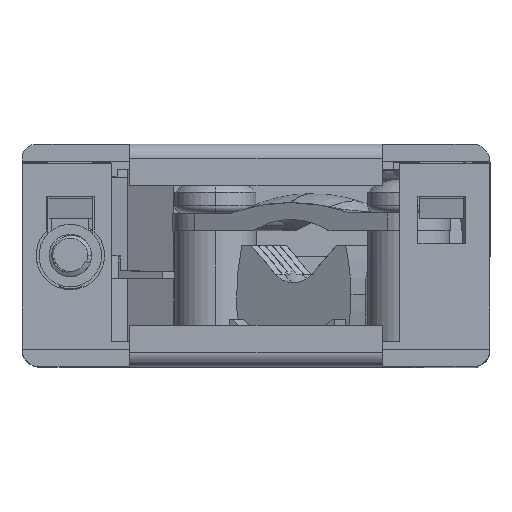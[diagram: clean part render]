
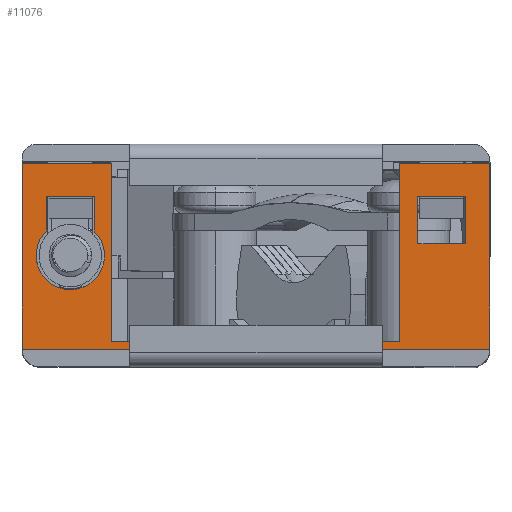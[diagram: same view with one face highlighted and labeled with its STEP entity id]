
A CAD part, top view. The second image highlights one B-rep face of the part: STEP entity #11076.
In plain terms, the highlighted planar face has unit normal (0, 0, 1).
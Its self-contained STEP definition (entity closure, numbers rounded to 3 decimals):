
#386 = FACE_OUTER_BOUND ( 'NONE', #12587, .T. ) ;
#397 = VERTEX_POINT ( 'NONE', #9754 ) ;
#602 = DIRECTION ( 'NONE',  ( 1., 0., 0. ) ) ;
#810 = AXIS2_PLACEMENT_3D ( 'NONE', #7943, #6127, #602 ) ;
#956 = ORIENTED_EDGE ( 'NONE', *, *, #3537, .F. ) ;
#1133 = EDGE_CURVE ( 'NONE', #21476, #6893, #13646, .T. ) ;
#1315 = ORIENTED_EDGE ( 'NONE', *, *, #20522, .F. ) ;
#1626 = VERTEX_POINT ( 'NONE', #15299 ) ;
#1686 = CARTESIAN_POINT ( 'NONE',  ( -12.5, 7.5, -3. ) ) ;
#1688 = VERTEX_POINT ( 'NONE', #15740 ) ;
#1707 = VECTOR ( 'NONE', #12342, 1000. ) ;
#1802 = AXIS2_PLACEMENT_3D ( 'NONE', #1686, #8597, #3911 ) ;
#1968 = CARTESIAN_POINT ( 'NONE',  ( 9.65, 13.7, -3. ) ) ;
#2000 = LINE ( 'NONE', #8914, #3819 ) ;
#2199 = LINE ( 'NONE', #16183, #5156 ) ;
#2518 = DIRECTION ( 'NONE',  ( 0., 1., 0. ) ) ;
#2608 = DIRECTION ( 'NONE',  ( 0., 1., 0. ) ) ;
#2625 = ORIENTED_EDGE ( 'NONE', *, *, #8628, .F. ) ;
#2756 = EDGE_CURVE ( 'NONE', #10060, #1688, #14288, .T. ) ;
#2940 = CARTESIAN_POINT ( 'NONE',  ( -9.75, 1.7, -3. ) ) ;
#2951 = CARTESIAN_POINT ( 'NONE',  ( -15.75, 1.2, -3. ) ) ;
#3234 = CARTESIAN_POINT ( 'NONE',  ( -14.8, 7.5, -3. ) ) ;
#3245 = VECTOR ( 'NONE', #6004, 1000. ) ;
#3315 = CARTESIAN_POINT ( 'NONE',  ( -15.75, 1.2, -3. ) ) ;
#3537 = EDGE_CURVE ( 'NONE', #14775, #3725, #7671, .T. ) ;
#3702 = VECTOR ( 'NONE', #16062, 1000. ) ;
#3725 = VERTEX_POINT ( 'NONE', #7970 ) ;
#3819 = VECTOR ( 'NONE', #5745, 1000. ) ;
#3911 = DIRECTION ( 'NONE',  ( 1., 0., 0. ) ) ;
#3952 = EDGE_CURVE ( 'NONE', #7518, #10060, #19902, .T. ) ;
#4241 = CARTESIAN_POINT ( 'NONE',  ( 10.9, 11.5, -3. ) ) ;
#4249 = CARTESIAN_POINT ( 'NONE',  ( -14.1, 11.5, -3. ) ) ;
#4282 = LINE ( 'NONE', #21220, #3245 ) ;
#4323 = ORIENTED_EDGE ( 'NONE', *, *, #7750, .T. ) ;
#4353 = LINE ( 'NONE', #4249, #9702 ) ;
#4409 = EDGE_CURVE ( 'NONE', #9227, #18467, #21012, .T. ) ;
#4517 = ORIENTED_EDGE ( 'NONE', *, *, #16319, .F. ) ;
#4597 = CARTESIAN_POINT ( 'NONE',  ( 14.1, 11.5, -3. ) ) ;
#4599 = EDGE_CURVE ( 'NONE', #6893, #19584, #11201, .T. ) ;
#5156 = VECTOR ( 'NONE', #7411, 1000. ) ;
#5281 = CARTESIAN_POINT ( 'NONE',  ( 14.1, 11.5, -3. ) ) ;
#5606 = DIRECTION ( 'NONE',  ( -1., 0., 0. ) ) ;
#5745 = DIRECTION ( 'NONE',  ( 0., 1., 0. ) ) ;
#5849 = CARTESIAN_POINT ( 'NONE',  ( 10.9, 11.5, -3. ) ) ;
#5854 = CARTESIAN_POINT ( 'NONE',  ( 15.75, 13.7, -3. ) ) ;
#6004 = DIRECTION ( 'NONE',  ( -1., 0., 0. ) ) ;
#6127 = DIRECTION ( 'NONE',  ( 0., 0., 1. ) ) ;
#6526 = DIRECTION ( 'NONE',  ( 0., 1., 0. ) ) ;
#6889 = VECTOR ( 'NONE', #15013, 1000. ) ;
#6893 = VERTEX_POINT ( 'NONE', #3315 ) ;
#7258 = ORIENTED_EDGE ( 'NONE', *, *, #15753, .F. ) ;
#7288 = PLANE ( 'NONE',  #14444 ) ;
#7355 = ORIENTED_EDGE ( 'NONE', *, *, #21094, .F. ) ;
#7411 = DIRECTION ( 'NONE',  ( 0., -1., 0. ) ) ;
#7506 = ORIENTED_EDGE ( 'NONE', *, *, #4409, .F. ) ;
#7518 = VERTEX_POINT ( 'NONE', #3234 ) ;
#7627 = CARTESIAN_POINT ( 'NONE',  ( -10.9, 11.5, -3. ) ) ;
#7671 = LINE ( 'NONE', #14533, #13926 ) ;
#7750 = EDGE_CURVE ( 'NONE', #21476, #14727, #2000, .T. ) ;
#7943 = CARTESIAN_POINT ( 'NONE',  ( -12.5, 7.5, -3. ) ) ;
#7970 = CARTESIAN_POINT ( 'NONE',  ( 9.65, 13.7, -3. ) ) ;
#8136 = VERTEX_POINT ( 'NONE', #2940 ) ;
#8597 = DIRECTION ( 'NONE',  ( 0., 0., 1. ) ) ;
#8628 = EDGE_CURVE ( 'NONE', #397, #8136, #2199, .T. ) ;
#8914 = CARTESIAN_POINT ( 'NONE',  ( 15.75, 1.2, -3. ) ) ;
#8992 = FACE_BOUND ( 'NONE', #16032, .T. ) ;
#9227 = VERTEX_POINT ( 'NONE', #17383 ) ;
#9702 = VECTOR ( 'NONE', #11032, 1000. ) ;
#9754 = CARTESIAN_POINT ( 'NONE',  ( -9.75, 13.7, -3. ) ) ;
#9832 = EDGE_LOOP ( 'NONE', ( #11580, #4517, #19564, #15312, #17605, #7258 ) ) ;
#10060 = VERTEX_POINT ( 'NONE', #12326 ) ;
#10198 = CARTESIAN_POINT ( 'NONE',  ( 9.65, 1.7, -3. ) ) ;
#11032 = DIRECTION ( 'NONE',  ( 0., -1., 0. ) ) ;
#11076 = ADVANCED_FACE ( 'NONE', ( #8992, #15850, #386 ), #7288, .F. ) ;
#11119 = LINE ( 'NONE', #17995, #15696 ) ;
#11201 = LINE ( 'NONE', #2951, #16328 ) ;
#11483 = ORIENTED_EDGE ( 'NONE', *, *, #4599, .F. ) ;
#11502 = EDGE_CURVE ( 'NONE', #8136, #14775, #16591, .T. ) ;
#11570 = ORIENTED_EDGE ( 'NONE', *, *, #17269, .F. ) ;
#11580 = ORIENTED_EDGE ( 'NONE', *, *, #19212, .F. ) ;
#11822 = EDGE_CURVE ( 'NONE', #18467, #13185, #15310, .T. ) ;
#11832 = CARTESIAN_POINT ( 'NONE',  ( -15.75, 1.2, -3. ) ) ;
#12326 = CARTESIAN_POINT ( 'NONE',  ( -10.2, 7.5, -3. ) ) ;
#12342 = DIRECTION ( 'NONE',  ( 1., 0., 0. ) ) ;
#12587 = EDGE_LOOP ( 'NONE', ( #15943, #2625, #7355, #11483, #17962, #4323, #11570, #956 ) ) ;
#13185 = VERTEX_POINT ( 'NONE', #5281 ) ;
#13197 = VECTOR ( 'NONE', #14417, 1000. ) ;
#13377 = CARTESIAN_POINT ( 'NONE',  ( 14.1, 8.3, -3. ) ) ;
#13646 = LINE ( 'NONE', #11832, #16027 ) ;
#13926 = VECTOR ( 'NONE', #14862, 1000. ) ;
#13945 = CARTESIAN_POINT ( 'NONE',  ( -9.75, 13.7, -3. ) ) ;
#14164 = CARTESIAN_POINT ( 'NONE',  ( -15.75, 1.2, -3. ) ) ;
#14288 = CIRCLE ( 'NONE', #15002, 2.3 ) ;
#14310 = LINE ( 'NONE', #5849, #19890 ) ;
#14417 = DIRECTION ( 'NONE',  ( -1., 0., 0. ) ) ;
#14444 = AXIS2_PLACEMENT_3D ( 'NONE', #14164, #21029, #5606 ) ;
#14533 = CARTESIAN_POINT ( 'NONE',  ( 9.65, 1.7, -3. ) ) ;
#14727 = VERTEX_POINT ( 'NONE', #5854 ) ;
#14775 = VERTEX_POINT ( 'NONE', #10198 ) ;
#14862 = DIRECTION ( 'NONE',  ( 0., 1., 0. ) ) ;
#15002 = AXIS2_PLACEMENT_3D ( 'NONE', #21367, #19687, #16403 ) ;
#15013 = DIRECTION ( 'NONE',  ( 1., 0., 0. ) ) ;
#15299 = CARTESIAN_POINT ( 'NONE',  ( -14.1, 9.152, -3. ) ) ;
#15310 = LINE ( 'NONE', #4597, #20531 ) ;
#15312 = ORIENTED_EDGE ( 'NONE', *, *, #3952, .F. ) ;
#15452 = CARTESIAN_POINT ( 'NONE',  ( -15.75, 13.7, -3. ) ) ;
#15575 = VERTEX_POINT ( 'NONE', #21181 ) ;
#15696 = VECTOR ( 'NONE', #2518, 1000. ) ;
#15740 = CARTESIAN_POINT ( 'NONE',  ( -10.9, 9.152, -3. ) ) ;
#15753 = EDGE_CURVE ( 'NONE', #19044, #1626, #4353, .T. ) ;
#15850 = FACE_BOUND ( 'NONE', #9832, .T. ) ;
#15943 = ORIENTED_EDGE ( 'NONE', *, *, #11502, .F. ) ;
#15983 = DIRECTION ( 'NONE',  ( 0., -1., 0. ) ) ;
#16027 = VECTOR ( 'NONE', #22314, 1000. ) ;
#16032 = EDGE_LOOP ( 'NONE', ( #7506, #1315, #19138, #19297 ) ) ;
#16062 = DIRECTION ( 'NONE',  ( 1., 0., 0. ) ) ;
#16183 = CARTESIAN_POINT ( 'NONE',  ( -9.75, 13.7, -3. ) ) ;
#16319 = EDGE_CURVE ( 'NONE', #1688, #21188, #11119, .T. ) ;
#16328 = VECTOR ( 'NONE', #2608, 1000. ) ;
#16403 = DIRECTION ( 'NONE',  ( 1., 0., 0. ) ) ;
#16591 = LINE ( 'NONE', #18712, #6889 ) ;
#16624 = CARTESIAN_POINT ( 'NONE',  ( -14.1, 11.5, -3. ) ) ;
#17269 = EDGE_CURVE ( 'NONE', #3725, #14727, #17887, .T. ) ;
#17383 = CARTESIAN_POINT ( 'NONE',  ( 10.9, 8.3, -3. ) ) ;
#17401 = CARTESIAN_POINT ( 'NONE',  ( 15.75, 1.2, -3. ) ) ;
#17434 = LINE ( 'NONE', #13945, #1707 ) ;
#17545 = CARTESIAN_POINT ( 'NONE',  ( 10.9, 8.3, -3. ) ) ;
#17605 = ORIENTED_EDGE ( 'NONE', *, *, #19528, .F. ) ;
#17887 = LINE ( 'NONE', #1968, #19938 ) ;
#17962 = ORIENTED_EDGE ( 'NONE', *, *, #1133, .F. ) ;
#17995 = CARTESIAN_POINT ( 'NONE',  ( -10.9, 11.5, -3. ) ) ;
#18467 = VERTEX_POINT ( 'NONE', #13377 ) ;
#18712 = CARTESIAN_POINT ( 'NONE',  ( 9.65, 1.7, -3. ) ) ;
#19044 = VERTEX_POINT ( 'NONE', #16624 ) ;
#19138 = ORIENTED_EDGE ( 'NONE', *, *, #20004, .F. ) ;
#19212 = EDGE_CURVE ( 'NONE', #21188, #19044, #4282, .T. ) ;
#19297 = ORIENTED_EDGE ( 'NONE', *, *, #11822, .F. ) ;
#19369 = LINE ( 'NONE', #4241, #13197 ) ;
#19455 = DIRECTION ( 'NONE',  ( 1., 0., 0. ) ) ;
#19528 = EDGE_CURVE ( 'NONE', #1626, #7518, #21259, .T. ) ;
#19564 = ORIENTED_EDGE ( 'NONE', *, *, #2756, .F. ) ;
#19584 = VERTEX_POINT ( 'NONE', #15452 ) ;
#19687 = DIRECTION ( 'NONE',  ( 0., 0., 1. ) ) ;
#19890 = VECTOR ( 'NONE', #15983, 1000. ) ;
#19902 = CIRCLE ( 'NONE', #810, 2.3 ) ;
#19938 = VECTOR ( 'NONE', #19455, 1000. ) ;
#20004 = EDGE_CURVE ( 'NONE', #13185, #15575, #19369, .T. ) ;
#20522 = EDGE_CURVE ( 'NONE', #15575, #9227, #14310, .T. ) ;
#20531 = VECTOR ( 'NONE', #6526, 1000. ) ;
#21012 = LINE ( 'NONE', #17545, #3702 ) ;
#21029 = DIRECTION ( 'NONE',  ( 0., 0., -1. ) ) ;
#21094 = EDGE_CURVE ( 'NONE', #19584, #397, #17434, .T. ) ;
#21181 = CARTESIAN_POINT ( 'NONE',  ( 10.9, 11.5, -3. ) ) ;
#21188 = VERTEX_POINT ( 'NONE', #7627 ) ;
#21220 = CARTESIAN_POINT ( 'NONE',  ( -10.9, 11.5, -3. ) ) ;
#21259 = CIRCLE ( 'NONE', #1802, 2.3 ) ;
#21367 = CARTESIAN_POINT ( 'NONE',  ( -12.5, 7.5, -3. ) ) ;
#21476 = VERTEX_POINT ( 'NONE', #17401 ) ;
#22314 = DIRECTION ( 'NONE',  ( -1., 0., 0. ) ) ;
